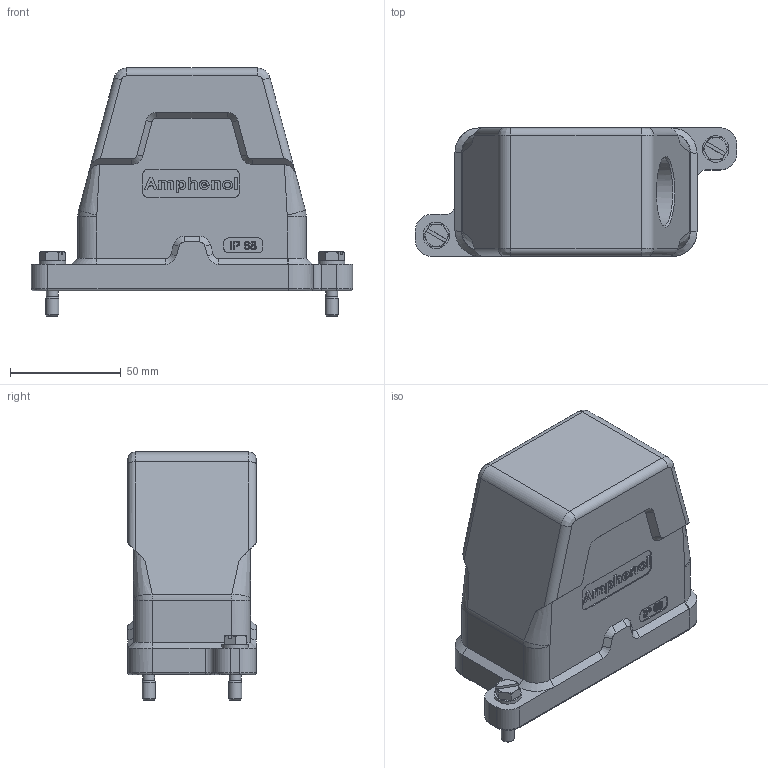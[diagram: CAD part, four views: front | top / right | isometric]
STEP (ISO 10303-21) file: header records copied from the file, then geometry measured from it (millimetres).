
FILE_DESCRIPTION(/* description */ (''),/* implementation_level */ '2;1');
FILE_NAME(/* name */ 'c146 68r010 500 8nxc001-02.stp',/* time_stamp */ '2020-11-06T12:21:22+01:00',/* author */ (''),/* organization */ (''),/* preprocessor_version */ 'ST-DEVELOPER v16.7',/* originating_system */ 'SIEMENS PLM Software NX 12.0',/* authorisation */ '');
FILE_SCHEMA (('AUTOMOTIVE_DESIGN { 1 0 10303 214 3 1 1 1 }'));
Length unit declared in the file: millimetre
Products named in the file (1): c146 68r010 500 8nxc001-02
Bounding box: 145 x 58 x 111.9 mm (x, y, z)
Volume: 181523.3 mm3; surface area: 67552.6 mm2
Topology: 1 solids, 1 shells, 775 faces, 2059 edges, 1329 vertices
Faces by surface type: plane 302, bspline 182, extrusion 128, cylinder 97, cone 30, torus 24, sphere 8, revolution 4
Full cylindrical faces by diameter (mm): 2.5 x4, 3.5 x4, 5.3 x2, 6 x2, 12 x2, 30.539 x1
Entity records: 31409 total; most frequent: CARTESIAN_POINT 9527, ORIENTED_EDGE 4008, DIRECTION 2747, EDGE_CURVE 2004, VERTEX_POINT 1320, VECTOR 1041, LINE 913, EDGE_LOOP 862
